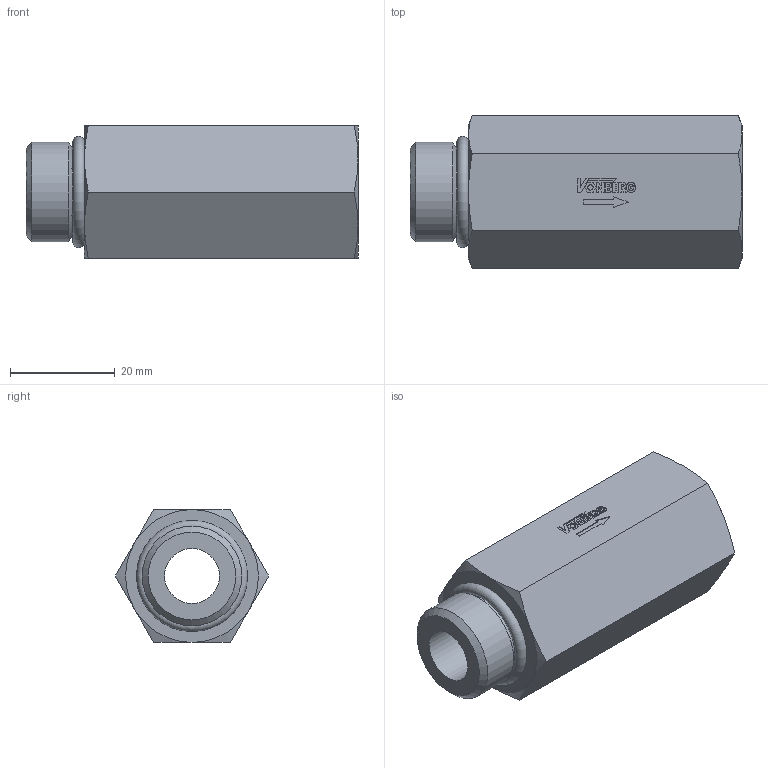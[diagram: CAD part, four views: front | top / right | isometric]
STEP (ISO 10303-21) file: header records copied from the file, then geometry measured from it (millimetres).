
FILE_DESCRIPTION((''),'2;1');
FILE_NAME('15312-808.stp','2015-01-05T11:17:30',('jml'),(''),'Autodesk Inventor 2010','Autodesk Inventor 2010','');
FILE_SCHEMA(('AUTOMOTIVE_DESIGN { 1 0 10303 214 1 1 1 1 }'));
Length unit declared in the file: inch
Products named in the file (3): 15312-808; 220376; 908 O-RING
Assembly tree (2 placements, depth 2):
  15312-808
    220376
    908 O-RING
Bounding box: 63.5 x 29.33 x 25.4 mm (x, y, z)
Volume: 24051.3 mm3; surface area: 9071.3 mm2
Topology: 2 solids, 2 shells, 131 faces, 322 edges, 209 vertices
Faces by surface type: plane 94, cylinder 19, cone 16, torus 2
Full cylindrical faces by diameter (mm): 1.044 x1, 10.49 x1, 16.815 x1, 17.323 x1, 19.05 x1
Entity records: 3946 total; most frequent: CARTESIAN_POINT 703, ORIENTED_EDGE 622, DIRECTION 616, EDGE_CURVE 311, VECTOR 230, LINE 230, VERTEX_POINT 208, AXIS2_PLACEMENT_3D 193
